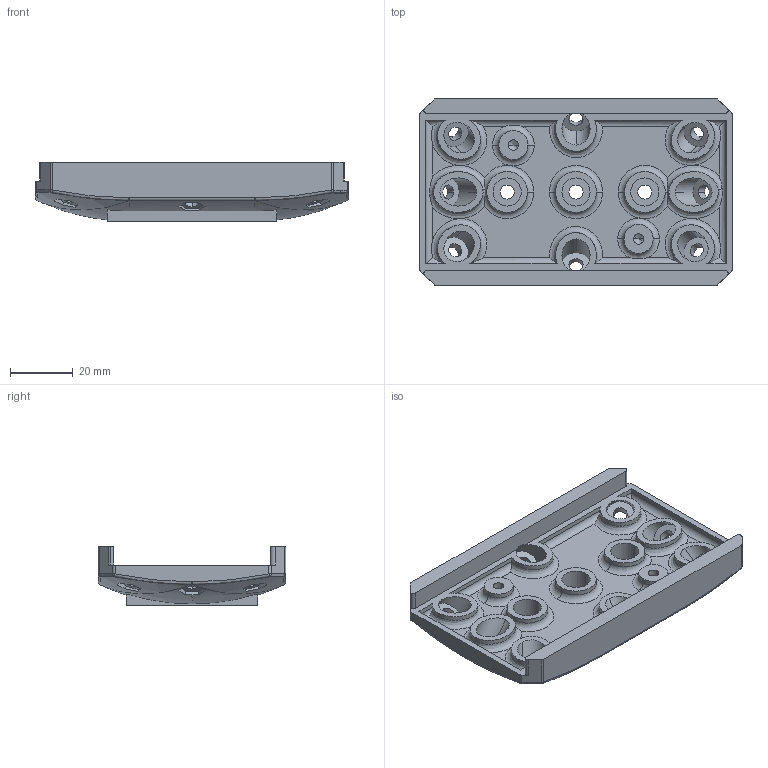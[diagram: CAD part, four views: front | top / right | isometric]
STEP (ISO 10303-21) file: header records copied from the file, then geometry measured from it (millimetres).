
FILE_DESCRIPTION (( 'STEP AP203' ), '1' );
FILE_NAME ('全身光捕刚体基座-1.STEP', '2025-07-04T00:50:33', ( 'Windows 用户' ), ( '' ), 'SwSTEP 2.0', 'SolidWorks 2018', '' );
FILE_SCHEMA (( 'CONFIG_CONTROL_DESIGN' ));
Length unit declared in the file: millimetre
Products named in the file (1): 全身光捕刚体基座-1
Bounding box: 100 x 60 x 19 mm (x, y, z)
Volume: 50210.1 mm3; surface area: 20729.4 mm2
Topology: 1 solids, 1 shells, 298 faces, 766 edges, 484 vertices
Faces by surface type: plane 130, cylinder 90, bspline 42, torus 16, sphere 16, cone 4
Entity records: 14131 total; most frequent: CARTESIAN_POINT 7169, ORIENTED_EDGE 1516, DIRECTION 1346, EDGE_CURVE 758, AXIS2_PLACEMENT_3D 499, VERTEX_POINT 484, LINE 348, VECTOR 348
